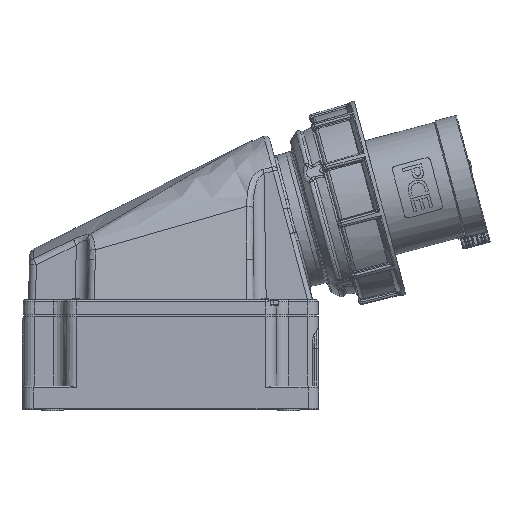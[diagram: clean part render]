
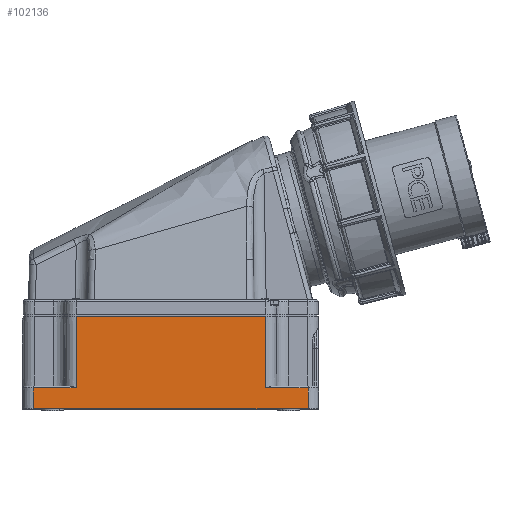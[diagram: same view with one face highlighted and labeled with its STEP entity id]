
A CAD part, top view. The second image highlights one B-rep face of the part: STEP entity #102136.
In plain terms, the highlighted planar face has unit normal (0, 0.004, 1).
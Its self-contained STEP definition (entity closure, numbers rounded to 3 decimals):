
#23 = VECTOR ( 'NONE', #62092, 1000. ) ;
#1528 = LINE ( 'NONE', #91447, #119238 ) ;
#3364 = CARTESIAN_POINT ( 'NONE',  ( -78.75, 0., 59. ) ) ;
#3484 = CARTESIAN_POINT ( 'NONE',  ( 78.75, 11.003, 58.962 ) ) ;
#5230 = CARTESIAN_POINT ( 'NONE',  ( 54.25, -499000., 1800.846 ) ) ;
#8991 = VERTEX_POINT ( 'NONE', #78017 ) ;
#9105 = VERTEX_POINT ( 'NONE', #51231 ) ;
#10386 = CARTESIAN_POINT ( 'NONE',  ( 78.75, -1., 59.003 ) ) ;
#12550 = LINE ( 'NONE', #28686, #83755 ) ;
#13007 = VECTOR ( 'NONE', #72943, 1000. ) ;
#17496 = VECTOR ( 'NONE', #113831, 1000. ) ;
#17741 = VERTEX_POINT ( 'NONE', #111525 ) ;
#22042 = CARTESIAN_POINT ( 'NONE',  ( 78.75, 0., 59. ) ) ;
#23248 = DIRECTION ( 'NONE',  ( 0., -1., 0.003 ) ) ;
#24725 = LINE ( 'NONE', #34105, #23 ) ;
#28686 = CARTESIAN_POINT ( 'NONE',  ( 78.75, 11.003, 58.962 ) ) ;
#28941 = LINE ( 'NONE', #10386, #53637 ) ;
#32196 = FACE_OUTER_BOUND ( 'NONE', #86286, .T. ) ;
#34105 = CARTESIAN_POINT ( 'NONE',  ( 78.75, 0., 59. ) ) ;
#34531 = VERTEX_POINT ( 'NONE', #80092 ) ;
#35319 = CARTESIAN_POINT ( 'NONE',  ( -54.25, 11.003, 58.962 ) ) ;
#39432 = VERTEX_POINT ( 'NONE', #3484 ) ;
#40302 = VERTEX_POINT ( 'NONE', #60734 ) ;
#42791 = EDGE_CURVE ( 'NONE', #34531, #40302, #61126, .T. ) ;
#43095 = EDGE_CURVE ( 'NONE', #17741, #39432, #24725, .T. ) ;
#44357 = EDGE_CURVE ( 'NONE', #34531, #71260, #114783, .T. ) ;
#44927 = CARTESIAN_POINT ( 'NONE',  ( -54.25, 0., 59. ) ) ;
#48858 = CARTESIAN_POINT ( 'NONE',  ( 78.25, 52., 58.818 ) ) ;
#49977 = ORIENTED_EDGE ( 'NONE', *, *, #42791, .F. ) ;
#51231 = CARTESIAN_POINT ( 'NONE',  ( 54.25, 11.003, 58.962 ) ) ;
#53637 = VECTOR ( 'NONE', #56711, 1000. ) ;
#56711 = DIRECTION ( 'NONE',  ( 1., 0., 0. ) ) ;
#60416 = EDGE_CURVE ( 'NONE', #8991, #115858, #67717, .T. ) ;
#60734 = CARTESIAN_POINT ( 'NONE',  ( 54.25, 52., 58.818 ) ) ;
#61126 = LINE ( 'NONE', #48858, #17496 ) ;
#62092 = DIRECTION ( 'NONE',  ( 0., 1., -0.003 ) ) ;
#63766 = DIRECTION ( 'NONE',  ( -1., 0., 0. ) ) ;
#67717 = LINE ( 'NONE', #3364, #92433 ) ;
#69615 = PLANE ( 'NONE',  #98040 ) ;
#71260 = VERTEX_POINT ( 'NONE', #35319 ) ;
#72943 = DIRECTION ( 'NONE',  ( 0., -1., 0.003 ) ) ;
#73546 = EDGE_CURVE ( 'NONE', #115858, #17741, #28941, .T. ) ;
#75150 = ORIENTED_EDGE ( 'NONE', *, *, #60416, .T. ) ;
#78017 = CARTESIAN_POINT ( 'NONE',  ( -78.75, 11.003, 58.962 ) ) ;
#78891 = EDGE_CURVE ( 'NONE', #39432, #9105, #1528, .T. ) ;
#78946 = DIRECTION ( 'NONE',  ( 0., 0.003, 1. ) ) ;
#80092 = CARTESIAN_POINT ( 'NONE',  ( -54.25, 52., 58.818 ) ) ;
#80131 = EDGE_CURVE ( 'NONE', #40302, #9105, #91561, .T. ) ;
#83755 = VECTOR ( 'NONE', #93714, 1000. ) ;
#86286 = EDGE_LOOP ( 'NONE', ( #107531, #116924, #49977, #94167, #107958, #75150, #108105, #91860 ) ) ;
#86953 = EDGE_CURVE ( 'NONE', #71260, #8991, #12550, .T. ) ;
#91447 = CARTESIAN_POINT ( 'NONE',  ( 78.75, 11.003, 58.962 ) ) ;
#91561 = LINE ( 'NONE', #5230, #119127 ) ;
#91860 = ORIENTED_EDGE ( 'NONE', *, *, #43095, .T. ) ;
#92433 = VECTOR ( 'NONE', #106102, 1000. ) ;
#93714 = DIRECTION ( 'NONE',  ( -1., 0., 0. ) ) ;
#94167 = ORIENTED_EDGE ( 'NONE', *, *, #44357, .T. ) ;
#97877 = DIRECTION ( 'NONE',  ( 0., -1., 0.003 ) ) ;
#98040 = AXIS2_PLACEMENT_3D ( 'NONE', #22042, #78946, #23248 ) ;
#102136 = ADVANCED_FACE ( 'NONE', ( #32196 ), #69615, .T. ) ;
#106102 = DIRECTION ( 'NONE',  ( 0., -1., 0.003 ) ) ;
#107531 = ORIENTED_EDGE ( 'NONE', *, *, #78891, .T. ) ;
#107958 = ORIENTED_EDGE ( 'NONE', *, *, #86953, .T. ) ;
#108105 = ORIENTED_EDGE ( 'NONE', *, *, #73546, .T. ) ;
#111525 = CARTESIAN_POINT ( 'NONE',  ( 78.75, -1., 59.003 ) ) ;
#111603 = CARTESIAN_POINT ( 'NONE',  ( -78.75, -1., 59.003 ) ) ;
#113831 = DIRECTION ( 'NONE',  ( 1., 0., 0. ) ) ;
#114783 = LINE ( 'NONE', #44927, #13007 ) ;
#115858 = VERTEX_POINT ( 'NONE', #111603 ) ;
#116924 = ORIENTED_EDGE ( 'NONE', *, *, #80131, .F. ) ;
#119127 = VECTOR ( 'NONE', #97877, 1000. ) ;
#119238 = VECTOR ( 'NONE', #63766, 1000. ) ;
